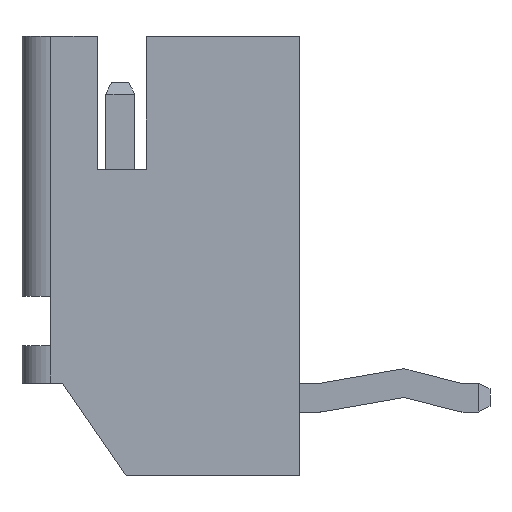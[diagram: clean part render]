
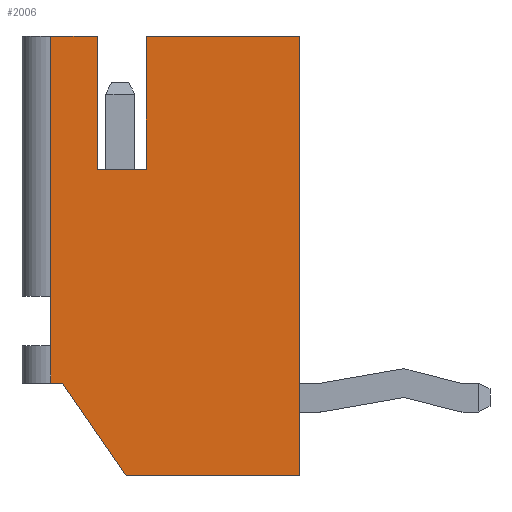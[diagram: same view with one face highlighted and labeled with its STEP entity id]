
A CAD part, left-side view. The second image highlights one B-rep face of the part: STEP entity #2006.
In plain terms, the highlighted planar face has unit normal (-1, 0, 0).
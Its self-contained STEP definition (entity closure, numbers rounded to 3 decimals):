
#1=DIRECTION('',(0.,0.567,0.824));
#2=VECTOR('',#1,1.942);
#3=CARTESIAN_POINT('',(-3.,0.6,-4.6));
#4=LINE('',#3,#2);
#9=DIRECTION('',(0.,0.,-1.));
#10=VECTOR('',#9,0.65);
#11=CARTESIAN_POINT('',(-3.,1.9,-2.35));
#12=LINE('',#11,#10);
#18=DIRECTION('',(0.,1.,0.));
#19=VECTOR('',#18,0.2);
#20=CARTESIAN_POINT('',(-3.,1.7,-3.));
#21=LINE('',#20,#19);
#30=DIRECTION('',(0.,1.,0.));
#31=VECTOR('',#30,3.);
#32=CARTESIAN_POINT('',(-3.,-2.4,-4.6));
#33=LINE('',#32,#31);
#38=DIRECTION('',(0.,0.,-1.));
#39=VECTOR('',#38,7.6);
#40=CARTESIAN_POINT('',(-3.,-2.4,3.));
#41=LINE('',#40,#39);
#74=DIRECTION('',(0.,-1.,0.));
#75=VECTOR('',#74,2.65);
#76=CARTESIAN_POINT('',(-3.,0.25,3.));
#77=LINE('',#76,#75);
#210=DIRECTION('',(0.,0.,-1.));
#211=VECTOR('',#210,0.85);
#212=CARTESIAN_POINT('',(-3.,1.9,-1.5));
#213=LINE('',#212,#211);
#420=DIRECTION('',(0.,0.,1.));
#421=VECTOR('',#420,2.3);
#422=CARTESIAN_POINT('',(-3.,1.1,0.7));
#423=LINE('',#422,#421);
#460=DIRECTION('',(0.,0.,-1.));
#461=VECTOR('',#460,4.5);
#462=CARTESIAN_POINT('',(-3.,1.9,3.));
#463=LINE('',#462,#461);
#481=DIRECTION('',(0.,-1.,0.));
#482=VECTOR('',#481,0.8);
#483=CARTESIAN_POINT('',(-3.,1.9,3.));
#484=LINE('',#483,#482);
#618=DIRECTION('',(0.,0.,-1.));
#619=VECTOR('',#618,2.3);
#620=CARTESIAN_POINT('',(-3.,0.25,3.));
#621=LINE('',#620,#619);
#622=DIRECTION('',(0.,1.,0.));
#623=VECTOR('',#622,0.85);
#624=CARTESIAN_POINT('',(-3.,0.25,0.7));
#625=LINE('',#624,#623);
#1591=CARTESIAN_POINT('',(-3.,1.9,-2.35));
#1592=CARTESIAN_POINT('',(-3.,1.9,-3.));
#1593=VERTEX_POINT('',#1591);
#1594=VERTEX_POINT('',#1592);
#1595=CARTESIAN_POINT('',(-3.,1.7,-3.));
#1596=VERTEX_POINT('',#1595);
#1597=CARTESIAN_POINT('',(-3.,0.6,-4.6));
#1598=VERTEX_POINT('',#1597);
#1599=CARTESIAN_POINT('',(-3.,-2.4,-4.6));
#1600=VERTEX_POINT('',#1599);
#1601=CARTESIAN_POINT('',(-3.,-2.4,3.));
#1602=VERTEX_POINT('',#1601);
#1603=CARTESIAN_POINT('',(-3.,0.25,3.));
#1604=VERTEX_POINT('',#1603);
#1605=CARTESIAN_POINT('',(-3.,0.25,0.7));
#1606=VERTEX_POINT('',#1605);
#1607=CARTESIAN_POINT('',(-3.,1.1,0.7));
#1608=VERTEX_POINT('',#1607);
#1609=CARTESIAN_POINT('',(-3.,1.1,3.));
#1610=VERTEX_POINT('',#1609);
#1611=CARTESIAN_POINT('',(-3.,1.9,3.));
#1612=VERTEX_POINT('',#1611);
#1613=CARTESIAN_POINT('',(-3.,1.9,-1.5));
#1614=VERTEX_POINT('',#1613);
#1975=CARTESIAN_POINT('',(-3.,-0.25,-0.8));
#1976=DIRECTION('',(1.,0.,0.));
#1977=DIRECTION('',(0.,0.,-1.));
#1978=AXIS2_PLACEMENT_3D('',#1975,#1976,#1977);
#1979=PLANE('',#1978);
#1981=ORIENTED_EDGE('',*,*,#1980,.F.);
#1983=ORIENTED_EDGE('',*,*,#1982,.F.);
#1985=ORIENTED_EDGE('',*,*,#1984,.F.);
#1987=ORIENTED_EDGE('',*,*,#1986,.T.);
#1989=ORIENTED_EDGE('',*,*,#1988,.F.);
#1991=ORIENTED_EDGE('',*,*,#1990,.F.);
#1993=ORIENTED_EDGE('',*,*,#1992,.F.);
#1995=ORIENTED_EDGE('',*,*,#1994,.T.);
#1997=ORIENTED_EDGE('',*,*,#1996,.T.);
#1999=ORIENTED_EDGE('',*,*,#1998,.T.);
#2001=ORIENTED_EDGE('',*,*,#2000,.T.);
#2003=ORIENTED_EDGE('',*,*,#2002,.T.);
#2004=EDGE_LOOP('',(#1981,#1983,#1985,#1987,#1989,#1991,#1993,#1995,#1997,#1999,
#2001,#2003));
#2005=FACE_OUTER_BOUND('',#2004,.F.);
#2006=ADVANCED_FACE('',(#2005),#1979,.F.);
#1980=EDGE_CURVE('',#1593,#1594,#12,.T.);
#1982=EDGE_CURVE('',#1614,#1593,#213,.T.);
#1984=EDGE_CURVE('',#1612,#1614,#463,.T.);
#1986=EDGE_CURVE('',#1612,#1610,#484,.T.);
#1988=EDGE_CURVE('',#1608,#1610,#423,.T.);
#1990=EDGE_CURVE('',#1606,#1608,#625,.T.);
#1992=EDGE_CURVE('',#1604,#1606,#621,.T.);
#1994=EDGE_CURVE('',#1604,#1602,#77,.T.);
#1996=EDGE_CURVE('',#1602,#1600,#41,.T.);
#1998=EDGE_CURVE('',#1600,#1598,#33,.T.);
#2000=EDGE_CURVE('',#1598,#1596,#4,.T.);
#2002=EDGE_CURVE('',#1596,#1594,#21,.T.);
